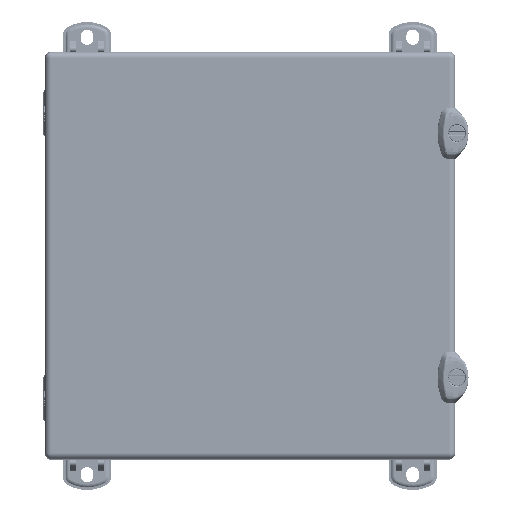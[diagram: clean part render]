
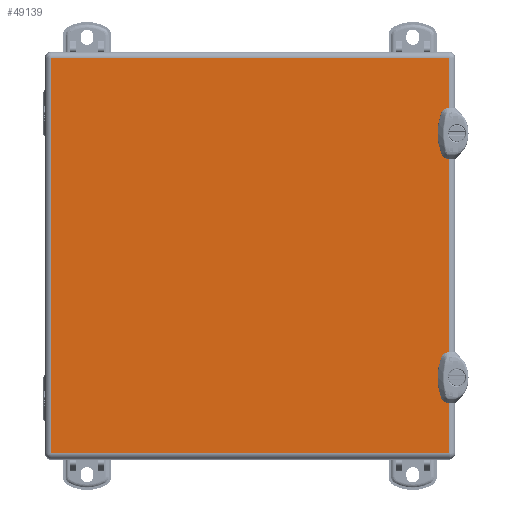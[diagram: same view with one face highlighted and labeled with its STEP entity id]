
A CAD part, top view. The second image highlights one B-rep face of the part: STEP entity #49139.
In plain terms, the highlighted planar face has unit normal (0, 0, 1).
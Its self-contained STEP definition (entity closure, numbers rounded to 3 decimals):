
#3394=PLANE('',#53374);
#4995=FACE_OUTER_BOUND('',#8058,.T.);
#8058=EDGE_LOOP('',(#36516,#36517,#36518,#36519,#36520,#36521,#36522,#36523,
#36524,#36525,#36526,#36527,#36528,#36529,#36530,#36531));
#11449=LINE('',#79896,#15544);
#11458=LINE('',#79925,#15553);
#11461=LINE('',#79934,#15556);
#11491=LINE('',#80018,#15586);
#11497=LINE('',#80036,#15592);
#11500=LINE('',#80043,#15595);
#11504=LINE('',#80055,#15599);
#11508=LINE('',#80070,#15603);
#11512=LINE('',#80080,#15607);
#11587=LINE('',#80363,#15682);
#11589=LINE('',#80372,#15684);
#11590=LINE('',#80378,#15685);
#15544=VECTOR('',#60046,0.394);
#15553=VECTOR('',#60071,0.394);
#15556=VECTOR('',#60080,0.394);
#15586=VECTOR('',#60160,0.394);
#15592=VECTOR('',#60176,0.394);
#15595=VECTOR('',#60183,0.394);
#15599=VECTOR('',#60195,0.394);
#15603=VECTOR('',#60213,0.394);
#15607=VECTOR('',#60225,0.394);
#15682=VECTOR('',#60454,0.394);
#15684=VECTOR('',#60466,0.394);
#15685=VECTOR('',#60477,0.394);
#19101=CIRCLE('',#53266,0.03);
#19103=CIRCLE('',#53270,0.03);
#19105=CIRCLE('',#53273,0.03);
#19107=CIRCLE('',#53277,0.03);
#21572=VERTEX_POINT('',#79892);
#21574=VERTEX_POINT('',#79895);
#21585=VERTEX_POINT('',#79922);
#21586=VERTEX_POINT('',#79924);
#21589=VERTEX_POINT('',#79932);
#21618=VERTEX_POINT('',#80017);
#21624=VERTEX_POINT('',#80033);
#21625=VERTEX_POINT('',#80035);
#21627=VERTEX_POINT('',#80041);
#21629=VERTEX_POINT('',#80048);
#21631=VERTEX_POINT('',#80054);
#21633=VERTEX_POINT('',#80063);
#21635=VERTEX_POINT('',#80069);
#21637=VERTEX_POINT('',#80075);
#21710=VERTEX_POINT('',#80357);
#21714=VERTEX_POINT('',#80370);
#26869=EDGE_CURVE('',#21574,#21572,#11449,.T.);
#26883=EDGE_CURVE('',#21585,#21586,#11458,.T.);
#26888=EDGE_CURVE('',#21589,#21572,#11461,.T.);
#26930=EDGE_CURVE('',#21618,#21586,#11491,.T.);
#26939=EDGE_CURVE('',#21624,#21625,#11497,.T.);
#26943=EDGE_CURVE('',#21585,#21627,#11500,.T.);
#26946=EDGE_CURVE('',#21629,#21574,#19101,.T.);
#26949=EDGE_CURVE('',#21631,#21629,#11504,.T.);
#26952=EDGE_CURVE('',#21627,#21631,#19103,.T.);
#26954=EDGE_CURVE('',#21633,#21618,#19105,.T.);
#26957=EDGE_CURVE('',#21635,#21633,#11508,.T.);
#26960=EDGE_CURVE('',#21637,#21635,#19107,.T.);
#26963=EDGE_CURVE('',#21624,#21637,#11512,.T.);
#27078=EDGE_CURVE('',#21625,#21710,#11587,.T.);
#27083=EDGE_CURVE('',#21714,#21589,#11589,.T.);
#27087=EDGE_CURVE('',#21710,#21714,#11590,.T.);
#36516=ORIENTED_EDGE('',*,*,#26869,.T.);
#36517=ORIENTED_EDGE('',*,*,#26888,.F.);
#36518=ORIENTED_EDGE('',*,*,#27083,.F.);
#36519=ORIENTED_EDGE('',*,*,#27087,.F.);
#36520=ORIENTED_EDGE('',*,*,#27078,.F.);
#36521=ORIENTED_EDGE('',*,*,#26939,.F.);
#36522=ORIENTED_EDGE('',*,*,#26963,.T.);
#36523=ORIENTED_EDGE('',*,*,#26960,.T.);
#36524=ORIENTED_EDGE('',*,*,#26957,.T.);
#36525=ORIENTED_EDGE('',*,*,#26954,.T.);
#36526=ORIENTED_EDGE('',*,*,#26930,.T.);
#36527=ORIENTED_EDGE('',*,*,#26883,.F.);
#36528=ORIENTED_EDGE('',*,*,#26943,.T.);
#36529=ORIENTED_EDGE('',*,*,#26952,.T.);
#36530=ORIENTED_EDGE('',*,*,#26949,.T.);
#36531=ORIENTED_EDGE('',*,*,#26946,.T.);
#49139=ADVANCED_FACE('',(#4995),#3394,.T.);
#53266=AXIS2_PLACEMENT_3D('',#80049,#60189,#60190);
#53270=AXIS2_PLACEMENT_3D('',#80059,#60201,#60202);
#53273=AXIS2_PLACEMENT_3D('',#80064,#60207,#60208);
#53277=AXIS2_PLACEMENT_3D('',#80076,#60219,#60220);
#53374=AXIS2_PLACEMENT_3D('',#80392,#60497,#60498);
#60046=DIRECTION('',(1.,0.,0.));
#60071=DIRECTION('',(0.,-1.,0.));
#60080=DIRECTION('',(0.,-1.,0.));
#60160=DIRECTION('',(1.,0.,0.));
#60176=DIRECTION('',(0.,-1.,0.));
#60183=DIRECTION('',(-1.,0.,0.));
#60189=DIRECTION('center_axis',(0.,0.,-1.));
#60190=DIRECTION('ref_axis',(0.,1.,0.));
#60195=DIRECTION('',(0.,1.,0.));
#60201=DIRECTION('center_axis',(0.,0.,-1.));
#60202=DIRECTION('ref_axis',(-1.,0.,0.));
#60207=DIRECTION('center_axis',(0.,0.,-1.));
#60208=DIRECTION('ref_axis',(0.,1.,0.));
#60213=DIRECTION('',(0.,1.,0.));
#60219=DIRECTION('center_axis',(0.,0.,-1.));
#60220=DIRECTION('ref_axis',(-1.,0.,0.));
#60225=DIRECTION('',(-1.,0.,0.));
#60454=DIRECTION('',(-1.,0.,0.));
#60466=DIRECTION('',(1.,0.,0.));
#60477=DIRECTION('',(0.,1.,0.));
#60497=DIRECTION('center_axis',(0.,0.,1.));
#60498=DIRECTION('ref_axis',(1.,0.,0.));
#79892=CARTESIAN_POINT('',(4.894,3.563,0.053));
#79895=CARTESIAN_POINT('',(4.867,3.563,0.053));
#79896=CARTESIAN_POINT('',(2.542,3.563,0.053));
#79922=CARTESIAN_POINT('',(4.894,2.438,0.053));
#79924=CARTESIAN_POINT('',(4.894,-2.438,0.053));
#79925=CARTESIAN_POINT('',(4.894,-2.427,0.053));
#79932=CARTESIAN_POINT('',(4.894,4.854,0.053));
#79934=CARTESIAN_POINT('',(4.894,-2.427,0.053));
#80017=CARTESIAN_POINT('',(4.867,-2.438,0.053));
#80018=CARTESIAN_POINT('',(2.542,-2.438,0.053));
#80033=CARTESIAN_POINT('',(4.894,-3.563,0.053));
#80035=CARTESIAN_POINT('',(4.894,-4.854,0.053));
#80036=CARTESIAN_POINT('',(4.894,-2.427,0.053));
#80041=CARTESIAN_POINT('',(4.867,2.438,0.053));
#80043=CARTESIAN_POINT('',(2.433,2.438,0.053));
#80048=CARTESIAN_POINT('',(4.837,3.533,0.053));
#80049=CARTESIAN_POINT('Origin',(4.867,3.533,0.053));
#80054=CARTESIAN_POINT('',(4.837,2.468,0.053));
#80055=CARTESIAN_POINT('',(4.837,1.766,0.053));
#80059=CARTESIAN_POINT('Origin',(4.867,2.468,0.053));
#80063=CARTESIAN_POINT('',(4.837,-2.468,0.053));
#80064=CARTESIAN_POINT('Origin',(4.867,-2.468,0.053));
#80069=CARTESIAN_POINT('',(4.837,-3.533,0.053));
#80070=CARTESIAN_POINT('',(4.837,-1.234,0.053));
#80075=CARTESIAN_POINT('',(4.867,-3.563,0.053));
#80076=CARTESIAN_POINT('Origin',(4.867,-3.533,0.053));
#80080=CARTESIAN_POINT('',(2.433,-3.563,0.053));
#80357=CARTESIAN_POINT('',(-4.894,-4.854,0.053));
#80363=CARTESIAN_POINT('',(-2.447,-4.854,0.053));
#80370=CARTESIAN_POINT('',(-4.894,4.854,0.053));
#80372=CARTESIAN_POINT('',(2.447,4.854,0.053));
#80378=CARTESIAN_POINT('',(-4.894,2.427,0.053));
#80392=CARTESIAN_POINT('Origin',(0.,0.,
0.053));
